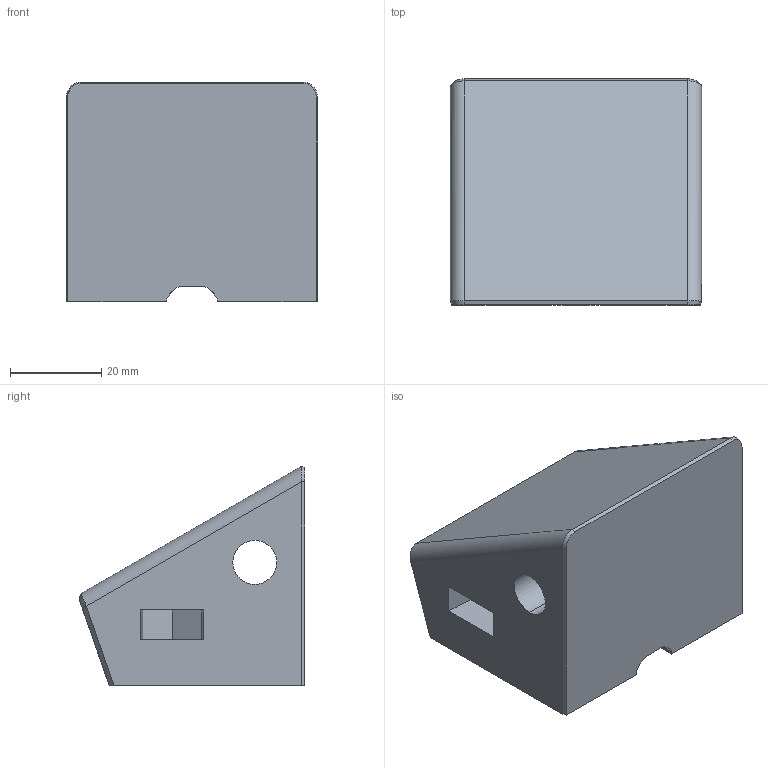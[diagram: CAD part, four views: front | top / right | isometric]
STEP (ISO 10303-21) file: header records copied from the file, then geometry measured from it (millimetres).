
FILE_DESCRIPTION (( 'STEP AP214' ), '1' );
FILE_NAME ('WedgeBlock.STEP', '2024-03-21T01:05:23', ( '' ), ( '' ), 'SwSTEP 2.0', 'SolidWorks 2022', '' );
FILE_SCHEMA (( 'AUTOMOTIVE_DESIGN' ));
Length unit declared in the file: millimetre
Products named in the file (1): WedgeBlock
Bounding box: 55 x 49.49 x 48.03 mm (x, y, z)
Volume: 75935.5 mm3; surface area: 17432.4 mm2
Topology: 1 solids, 1 shells, 67 faces, 180 edges, 116 vertices
Faces by surface type: plane 43, cylinder 20, bspline 4
Entity records: 3111 total; most frequent: CARTESIAN_POINT 662, ORIENTED_EDGE 360, DIRECTION 324, EDGE_CURVE 180, LINE 128, VECTOR 128, VERTEX_POINT 116, AXIS2_PLACEMENT_3D 98
